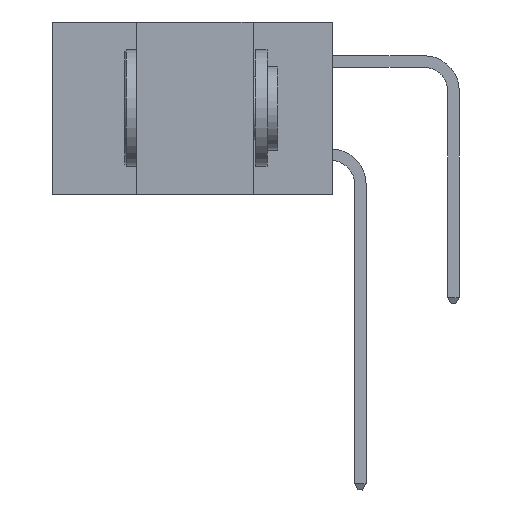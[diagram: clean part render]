
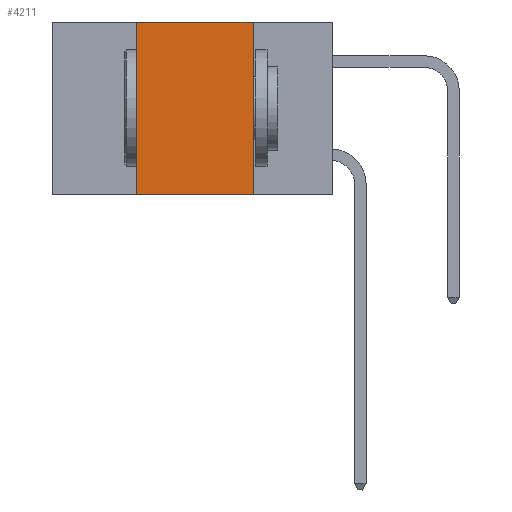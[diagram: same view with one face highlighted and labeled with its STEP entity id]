
A CAD part, left-side view. The second image highlights one B-rep face of the part: STEP entity #4211.
In plain terms, the highlighted planar face has unit normal (-1, 0, 0).
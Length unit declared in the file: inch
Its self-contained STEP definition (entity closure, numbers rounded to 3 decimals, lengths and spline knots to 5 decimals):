
#92 = DIRECTION ( 'NONE',  ( 1., 0., 0. ) ) ;
#153 = CARTESIAN_POINT ( 'NONE',  ( 0., 0.42, -0.37 ) ) ;
#936 = LINE ( 'NONE', #28098, #28461 ) ;
#1667 = ORIENTED_EDGE ( 'NONE', *, *, #28300, .F. ) ;
#2031 = VERTEX_POINT ( 'NONE', #153 ) ;
#2085 = PLANE ( 'NONE',  #6603 ) ;
#2701 = LINE ( 'NONE', #14434, #28651 ) ;
#4013 = CARTESIAN_POINT ( 'NONE',  ( 0., 0.6, -0.37 ) ) ;
#4211 = ADVANCED_FACE ( 'NONE', ( #22982 ), #2085, .F. ) ;
#5002 = DIRECTION ( 'NONE',  ( 0., 0., -1. ) ) ;
#5687 = VECTOR ( 'NONE', #29352, 39.37008 ) ;
#6569 = VECTOR ( 'NONE', #11698, 39.37008 ) ;
#6603 = AXIS2_PLACEMENT_3D ( 'NONE', #28163, #92, #17974 ) ;
#7669 = EDGE_CURVE ( 'NONE', #10715, #12876, #2701, .T. ) ;
#8516 = CARTESIAN_POINT ( 'NONE',  ( 0., 0.42, 0. ) ) ;
#10715 = VERTEX_POINT ( 'NONE', #24885 ) ;
#11698 = DIRECTION ( 'NONE',  ( 0., -1., 0. ) ) ;
#12876 = VERTEX_POINT ( 'NONE', #26504 ) ;
#14434 = CARTESIAN_POINT ( 'NONE',  ( 0., 0.17, -0.37 ) ) ;
#15457 = EDGE_CURVE ( 'NONE', #2031, #12876, #18052, .T. ) ;
#15801 = CARTESIAN_POINT ( 'NONE',  ( 0., 0.6, 0. ) ) ;
#16401 = LINE ( 'NONE', #15801, #6569 ) ;
#16876 = ORIENTED_EDGE ( 'NONE', *, *, #7669, .F. ) ;
#17974 = DIRECTION ( 'NONE',  ( 0., 0., -1. ) ) ;
#18052 = LINE ( 'NONE', #4013, #5687 ) ;
#18820 = EDGE_LOOP ( 'NONE', ( #16876, #1667, #20656, #19991 ) ) ;
#19991 = ORIENTED_EDGE ( 'NONE', *, *, #15457, .T. ) ;
#20656 = ORIENTED_EDGE ( 'NONE', *, *, #26057, .F. ) ;
#21678 = DIRECTION ( 'NONE',  ( 0., 0., 1. ) ) ;
#22982 = FACE_OUTER_BOUND ( 'NONE', #18820, .T. ) ;
#24885 = CARTESIAN_POINT ( 'NONE',  ( 0., 0.17, 0. ) ) ;
#26057 = EDGE_CURVE ( 'NONE', #2031, #29483, #936, .T. ) ;
#26504 = CARTESIAN_POINT ( 'NONE',  ( 0., 0.17, -0.37 ) ) ;
#28098 = CARTESIAN_POINT ( 'NONE',  ( 0., 0.42, -0.37 ) ) ;
#28163 = CARTESIAN_POINT ( 'NONE',  ( 0., 0.6, 0. ) ) ;
#28300 = EDGE_CURVE ( 'NONE', #29483, #10715, #16401, .T. ) ;
#28461 = VECTOR ( 'NONE', #21678, 39.37008 ) ;
#28651 = VECTOR ( 'NONE', #5002, 39.37008 ) ;
#29352 = DIRECTION ( 'NONE',  ( 0., -1., 0. ) ) ;
#29483 = VERTEX_POINT ( 'NONE', #8516 ) ;
